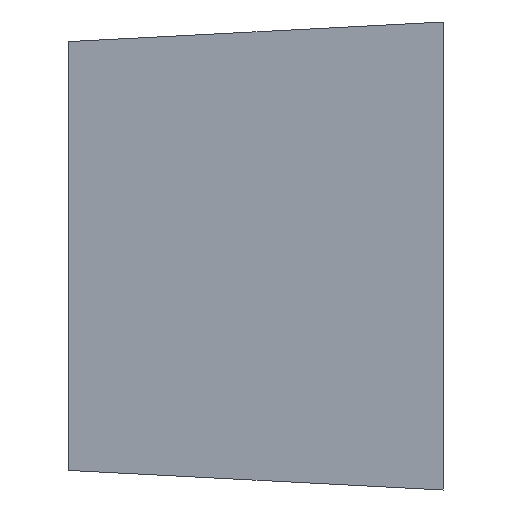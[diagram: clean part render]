
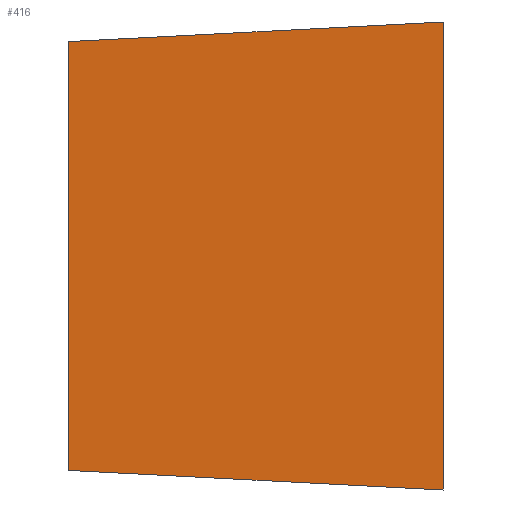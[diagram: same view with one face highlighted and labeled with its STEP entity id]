
A CAD part, left-side view. The second image highlights one B-rep face of the part: STEP entity #416.
In plain terms, the highlighted planar face has unit normal (-0.999, 0.052, 0).
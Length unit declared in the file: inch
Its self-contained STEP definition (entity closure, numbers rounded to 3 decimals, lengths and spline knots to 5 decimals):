
#21 = CARTESIAN_POINT ( 'NONE',  ( -0.08589, 0.15, 0.08589 ) ) ;
#45 = VECTOR ( 'NONE', #657, 39.37008 ) ;
#92 = DIRECTION ( 'NONE',  ( -0.052, -0.999, 0. ) ) ;
#134 = AXIS2_PLACEMENT_3D ( 'NONE', #584, #535, #92 ) ;
#136 = VERTEX_POINT ( 'NONE', #446 ) ;
#145 = DIRECTION ( 'NONE',  ( 0., 0., 1. ) ) ;
#152 = EDGE_CURVE ( 'NONE', #282, #572, #666, .T. ) ;
#163 = DIRECTION ( 'NONE',  ( -0.052, -0.997, 0.052 ) ) ;
#167 = DIRECTION ( 'NONE',  ( -0.052, -0.997, -0.052 ) ) ;
#219 = CARTESIAN_POINT ( 'NONE',  ( -0.09375, 0., 0.09375 ) ) ;
#233 = VECTOR ( 'NONE', #145, 39.37008 ) ;
#235 = VERTEX_POINT ( 'NONE', #21 ) ;
#244 = EDGE_LOOP ( 'NONE', ( #367, #354, #553, #574 ) ) ;
#246 = CARTESIAN_POINT ( 'NONE',  ( -0.09375, 0., -0.09375 ) ) ;
#257 = CARTESIAN_POINT ( 'NONE',  ( -0.08589, 0.15, -0.09375 ) ) ;
#269 = CARTESIAN_POINT ( 'NONE',  ( -0.09375, 0., -0.09375 ) ) ;
#282 = VERTEX_POINT ( 'NONE', #246 ) ;
#346 = VECTOR ( 'NONE', #167, 39.37008 ) ;
#354 = ORIENTED_EDGE ( 'NONE', *, *, #622, .F. ) ;
#367 = ORIENTED_EDGE ( 'NONE', *, *, #152, .T. ) ;
#372 = PLANE ( 'NONE',  #134 ) ;
#376 = CARTESIAN_POINT ( 'NONE',  ( -0.09375, 0., -0.09375 ) ) ;
#416 = ADVANCED_FACE ( 'NONE', ( #580 ), #372, .T. ) ;
#431 = EDGE_CURVE ( 'NONE', #136, #235, #525, .T. ) ;
#432 = CARTESIAN_POINT ( 'NONE',  ( -0.09375, 0., 0.09375 ) ) ;
#446 = CARTESIAN_POINT ( 'NONE',  ( -0.08589, 0.15, -0.08589 ) ) ;
#525 = LINE ( 'NONE', #257, #233 ) ;
#535 = DIRECTION ( 'NONE',  ( -0.999, 0.052, 0. ) ) ;
#551 = LINE ( 'NONE', #219, #625 ) ;
#553 = ORIENTED_EDGE ( 'NONE', *, *, #431, .F. ) ;
#571 = EDGE_CURVE ( 'NONE', #136, #282, #594, .T. ) ;
#572 = VERTEX_POINT ( 'NONE', #432 ) ;
#574 = ORIENTED_EDGE ( 'NONE', *, *, #571, .T. ) ;
#580 = FACE_OUTER_BOUND ( 'NONE', #244, .T. ) ;
#584 = CARTESIAN_POINT ( 'NONE',  ( -0.09375, 0., -0.09375 ) ) ;
#594 = LINE ( 'NONE', #269, #346 ) ;
#622 = EDGE_CURVE ( 'NONE', #235, #572, #551, .T. ) ;
#625 = VECTOR ( 'NONE', #163, 39.37008 ) ;
#657 = DIRECTION ( 'NONE',  ( 0., 0., 1. ) ) ;
#666 = LINE ( 'NONE', #376, #45 ) ;
